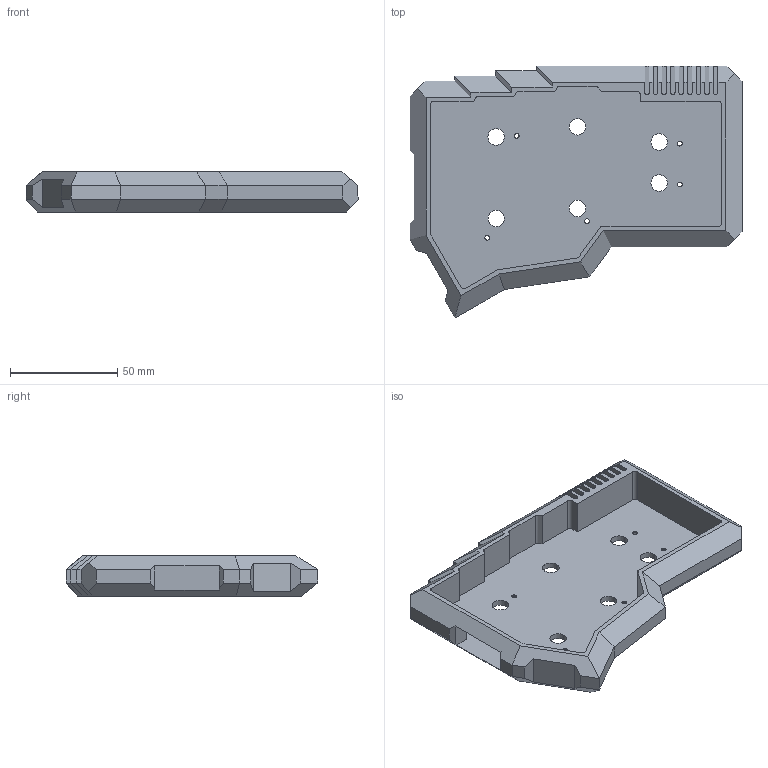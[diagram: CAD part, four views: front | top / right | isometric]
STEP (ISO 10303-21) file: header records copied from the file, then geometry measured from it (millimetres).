
FILE_DESCRIPTION (( 'STEP AP203' ), '1' );
FILE_NAME ('case2v2-d.STEP', '2020-05-05T12:10:50', ( '' ), ( '' ), 'SwSTEP 2.0', 'SolidWorks 2020', '' );
FILE_SCHEMA (( 'CONFIG_CONTROL_DESIGN' ));
Length unit declared in the file: millimetre
Products named in the file (1): case2v2-d
Bounding box: 154.76 x 117.35 x 18.7 mm (x, y, z)
Volume: 88810.4 mm3; surface area: 41899.3 mm2
Topology: 1 solids, 1 shells, 182 faces, 490 edges, 314 vertices
Faces by surface type: plane 119, cylinder 42, bspline 21
Entity records: 6158 total; most frequent: CARTESIAN_POINT 1565, ORIENTED_EDGE 980, DIRECTION 850, EDGE_CURVE 490, LINE 358, VECTOR 358, VERTEX_POINT 314, AXIS2_PLACEMENT_3D 246
